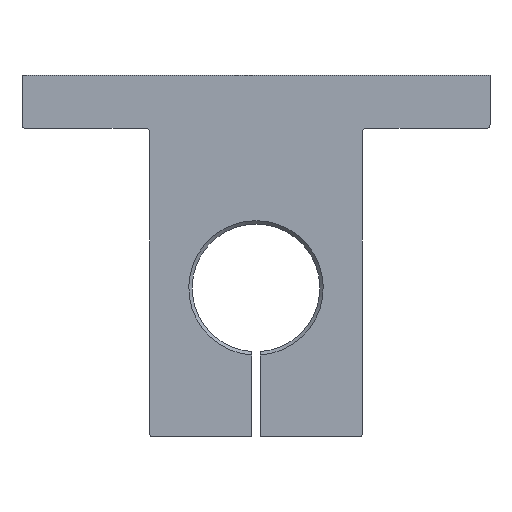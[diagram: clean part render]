
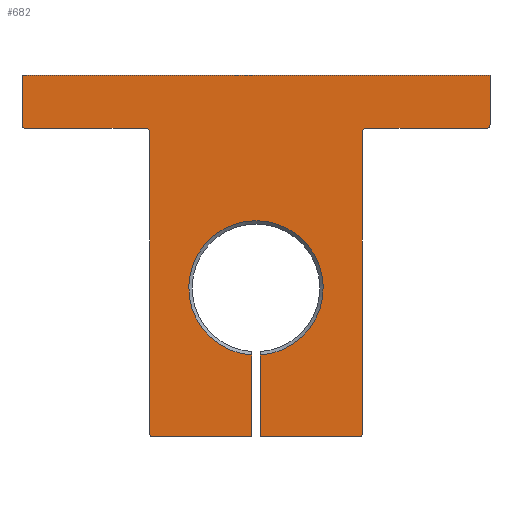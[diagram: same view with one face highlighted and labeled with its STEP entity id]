
A CAD part, front view. The second image highlights one B-rep face of the part: STEP entity #682.
In plain terms, the highlighted planar face has unit normal (0, -1, 0).
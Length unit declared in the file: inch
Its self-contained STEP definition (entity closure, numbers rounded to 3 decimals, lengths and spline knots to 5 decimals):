
#3 = CARTESIAN_POINT ( 'NONE',  ( 0.645, 0., -0.3325 ) ) ;
#31 = LINE ( 'NONE', #731, #1102 ) ;
#38 = ORIENTED_EDGE ( 'NONE', *, *, #233, .F. ) ;
#45 = VERTEX_POINT ( 'NONE', #1188 ) ;
#57 = CARTESIAN_POINT ( 'NONE',  ( 1.375, 0., -0.2925 ) ) ;
#61 = VERTEX_POINT ( 'NONE', #271 ) ;
#79 = ORIENTED_EDGE ( 'NONE', *, *, #99, .F. ) ;
#80 = EDGE_CURVE ( 'NONE', #91, #191, #1072, .T. ) ;
#91 = VERTEX_POINT ( 'NONE', #998 ) ;
#99 = EDGE_CURVE ( 'NONE', #687, #91, #672, .T. ) ;
#107 = AXIS2_PLACEMENT_3D ( 'NONE', #827, #897, #641 ) ;
#108 = CIRCLE ( 'NONE', #107, 0.02 ) ;
#124 = CARTESIAN_POINT ( 'NONE',  ( 1.375, 0., 0. ) ) ;
#126 = EDGE_CURVE ( 'NONE', #744, #454, #939, .T. ) ;
#150 = DIRECTION ( 'NONE',  ( 0., 0., 1. ) ) ;
#153 = DIRECTION ( 'NONE',  ( 0., 0., -1. ) ) ;
#155 = VERTEX_POINT ( 'NONE', #383 ) ;
#157 = EDGE_CURVE ( 'NONE', #219, #748, #399, .T. ) ;
#175 = ORIENTED_EDGE ( 'NONE', *, *, #377, .F. ) ;
#177 = CARTESIAN_POINT ( 'NONE',  ( -1.375, 0., 0. ) ) ;
#182 = CARTESIAN_POINT ( 'NONE',  ( -0.025, 0., 0.00004 ) ) ;
#191 = VERTEX_POINT ( 'NONE', #291 ) ;
#209 = CARTESIAN_POINT ( 'NONE',  ( -0.605, 0., -2.125 ) ) ;
#212 = DIRECTION ( 'NONE',  ( -1., 0., 0. ) ) ;
#219 = VERTEX_POINT ( 'NONE', #473 ) ;
#226 = CARTESIAN_POINT ( 'NONE',  ( -0.645, 0., -0.3325 ) ) ;
#233 = EDGE_CURVE ( 'NONE', #916, #1175, #550, .T. ) ;
#259 = EDGE_CURVE ( 'NONE', #1003, #841, #698, .T. ) ;
#271 = CARTESIAN_POINT ( 'NONE',  ( -0.625, 0., -0.3325 ) ) ;
#291 = CARTESIAN_POINT ( 'NONE',  ( -1.375, 0., 0. ) ) ;
#298 = DIRECTION ( 'NONE',  ( 0., 0., -1. ) ) ;
#302 = ORIENTED_EDGE ( 'NONE', *, *, #322, .F. ) ;
#316 = ORIENTED_EDGE ( 'NONE', *, *, #520, .T. ) ;
#322 = EDGE_CURVE ( 'NONE', #45, #219, #685, .T. ) ;
#328 = AXIS2_PLACEMENT_3D ( 'NONE', #988, #365, #430 ) ;
#329 = VECTOR ( 'NONE', #212, 39.37008 ) ;
#344 = ORIENTED_EDGE ( 'NONE', *, *, #533, .F. ) ;
#348 = CARTESIAN_POINT ( 'NONE',  ( 0.605, 0., -2.105 ) ) ;
#356 = DIRECTION ( 'NONE',  ( 0., 0., -1. ) ) ;
#365 = DIRECTION ( 'NONE',  ( 0., 1., 0. ) ) ;
#368 = ORIENTED_EDGE ( 'NONE', *, *, #978, .F. ) ;
#372 = ORIENTED_EDGE ( 'NONE', *, *, #937, .F. ) ;
#374 = CARTESIAN_POINT ( 'NONE',  ( -0.605, 0., -2.105 ) ) ;
#377 = EDGE_CURVE ( 'NONE', #155, #707, #1057, .T. ) ;
#383 = CARTESIAN_POINT ( 'NONE',  ( 1.375, 0., 0. ) ) ;
#387 = CARTESIAN_POINT ( 'NONE',  ( -0.645, 0., -0.3125 ) ) ;
#388 = DIRECTION ( 'NONE',  ( 0., 0., 1. ) ) ;
#389 = LINE ( 'NONE', #124, #811 ) ;
#390 = EDGE_CURVE ( 'NONE', #632, #541, #783, .T. ) ;
#398 = DIRECTION ( 'NONE',  ( 0., 0., 1. ) ) ;
#399 = CIRCLE ( 'NONE', #509, 0.02 ) ;
#407 = CARTESIAN_POINT ( 'NONE',  ( -1.355, 0., -0.2925 ) ) ;
#414 = CARTESIAN_POINT ( 'NONE',  ( 0.645, 0., -0.3125 ) ) ;
#430 = DIRECTION ( 'NONE',  ( 0., 0., -1. ) ) ;
#437 = DIRECTION ( 'NONE',  ( 0., 1., 0. ) ) ;
#440 = ORIENTED_EDGE ( 'NONE', *, *, #80, .F. ) ;
#453 = AXIS2_PLACEMENT_3D ( 'NONE', #900, #437, #814 ) ;
#454 = VERTEX_POINT ( 'NONE', #1171 ) ;
#460 = EDGE_CURVE ( 'NONE', #541, #916, #820, .T. ) ;
#472 = VECTOR ( 'NONE', #153, 39.37008 ) ;
#473 = CARTESIAN_POINT ( 'NONE',  ( 0.645, 0., -0.3125 ) ) ;
#501 = DIRECTION ( 'NONE',  ( 0., 0., -1. ) ) ;
#506 = ORIENTED_EDGE ( 'NONE', *, *, #126, .F. ) ;
#509 = AXIS2_PLACEMENT_3D ( 'NONE', #3, #852, #388 ) ;
#520 = EDGE_CURVE ( 'NONE', #632, #1003, #609, .T. ) ;
#528 = DIRECTION ( 'NONE',  ( 0., 0., 1. ) ) ;
#533 = EDGE_CURVE ( 'NONE', #1012, #687, #665, .T. ) ;
#535 = VECTOR ( 'NONE', #926, 39.37008 ) ;
#541 = VERTEX_POINT ( 'NONE', #578 ) ;
#550 = CIRCLE ( 'NONE', #1077, 0.02 ) ;
#566 = EDGE_CURVE ( 'NONE', #748, #744, #31, .T. ) ;
#568 = VECTOR ( 'NONE', #1192, 39.37008 ) ;
#576 = CARTESIAN_POINT ( 'NONE',  ( -0.625, 0., -0.3325 ) ) ;
#578 = CARTESIAN_POINT ( 'NONE',  ( -0.025, 0., -2.125 ) ) ;
#588 = AXIS2_PLACEMENT_3D ( 'NONE', #348, #710, #298 ) ;
#594 = ORIENTED_EDGE ( 'NONE', *, *, #259, .T. ) ;
#598 = DIRECTION ( 'NONE',  ( 0., 0., -1. ) ) ;
#609 = CIRCLE ( 'NONE', #453, 0.395 ) ;
#612 = ORIENTED_EDGE ( 'NONE', *, *, #760, .F. ) ;
#621 = CARTESIAN_POINT ( 'NONE',  ( 0.625, 0., -2.105 ) ) ;
#632 = VERTEX_POINT ( 'NONE', #859 ) ;
#641 = DIRECTION ( 'NONE',  ( 0., 0., -1. ) ) ;
#649 = DIRECTION ( 'NONE',  ( 0., 0., 1. ) ) ;
#665 = LINE ( 'NONE', #387, #1118 ) ;
#669 = CARTESIAN_POINT ( 'NONE',  ( 0.025, 0., -2.125 ) ) ;
#672 = CIRCLE ( 'NONE', #328, 0.02 ) ;
#674 = CARTESIAN_POINT ( 'NONE',  ( 0.025, 0., 0.00004 ) ) ;
#682 = ADVANCED_FACE ( 'NONE', ( #705 ), #695, .T. ) ;
#685 = LINE ( 'NONE', #414, #329 ) ;
#687 = VERTEX_POINT ( 'NONE', #880 ) ;
#695 = PLANE ( 'NONE',  #921 ) ;
#698 = LINE ( 'NONE', #674, #1056 ) ;
#705 = FACE_OUTER_BOUND ( 'NONE', #924, .T. ) ;
#707 = VERTEX_POINT ( 'NONE', #867 ) ;
#710 = DIRECTION ( 'NONE',  ( 0., 1., 0. ) ) ;
#731 = CARTESIAN_POINT ( 'NONE',  ( 0.625, 0., -2.105 ) ) ;
#744 = VERTEX_POINT ( 'NONE', #621 ) ;
#745 = DIRECTION ( 'NONE',  ( 0., 1., 0. ) ) ;
#748 = VERTEX_POINT ( 'NONE', #904 ) ;
#760 = EDGE_CURVE ( 'NONE', #707, #45, #108, .T. ) ;
#763 = CARTESIAN_POINT ( 'NONE',  ( -0.605, 0., -2.125 ) ) ;
#765 = ORIENTED_EDGE ( 'NONE', *, *, #390, .F. ) ;
#783 = LINE ( 'NONE', #182, #905 ) ;
#811 = VECTOR ( 'NONE', #932, 39.37008 ) ;
#814 = DIRECTION ( 'NONE',  ( 0., 0., -1. ) ) ;
#819 = ORIENTED_EDGE ( 'NONE', *, *, #157, .F. ) ;
#820 = LINE ( 'NONE', #883, #568 ) ;
#821 = CARTESIAN_POINT ( 'NONE',  ( -0.625, 0., -2.105 ) ) ;
#827 = CARTESIAN_POINT ( 'NONE',  ( 1.355, 0., -0.2925 ) ) ;
#841 = VERTEX_POINT ( 'NONE', #669 ) ;
#852 = DIRECTION ( 'NONE',  ( 0., -1., 0. ) ) ;
#859 = CARTESIAN_POINT ( 'NONE',  ( -0.025, 0., -1.64421 ) ) ;
#867 = CARTESIAN_POINT ( 'NONE',  ( 1.375, 0., -0.2925 ) ) ;
#879 = CARTESIAN_POINT ( 'NONE',  ( 0.025, 0., -1.64421 ) ) ;
#880 = CARTESIAN_POINT ( 'NONE',  ( -1.355, 0., -0.3125 ) ) ;
#883 = CARTESIAN_POINT ( 'NONE',  ( -0.605, 0., -2.125 ) ) ;
#892 = EDGE_CURVE ( 'NONE', #191, #155, #389, .T. ) ;
#897 = DIRECTION ( 'NONE',  ( 0., 1., 0. ) ) ;
#900 = CARTESIAN_POINT ( 'NONE',  ( 0., 0., -1.25 ) ) ;
#904 = CARTESIAN_POINT ( 'NONE',  ( 0.625, 0., -0.3325 ) ) ;
#905 = VECTOR ( 'NONE', #356, 39.37008 ) ;
#916 = VERTEX_POINT ( 'NONE', #763 ) ;
#921 = AXIS2_PLACEMENT_3D ( 'NONE', #407, #1060, #598 ) ;
#924 = EDGE_LOOP ( 'NONE', ( #765, #316, #594, #372, #506, #1114, #819, #302, #612, #175, #1074, #440, #79, #344, #1155, #368, #38, #1158 ) ) ;
#926 = DIRECTION ( 'NONE',  ( -1., 0., 0. ) ) ;
#932 = DIRECTION ( 'NONE',  ( 1., 0., 0. ) ) ;
#937 = EDGE_CURVE ( 'NONE', #454, #841, #1029, .T. ) ;
#939 = CIRCLE ( 'NONE', #588, 0.02 ) ;
#943 = AXIS2_PLACEMENT_3D ( 'NONE', #226, #1143, #150 ) ;
#952 = LINE ( 'NONE', #576, #1037 ) ;
#974 = VECTOR ( 'NONE', #528, 39.37008 ) ;
#978 = EDGE_CURVE ( 'NONE', #1175, #61, #952, .T. ) ;
#988 = CARTESIAN_POINT ( 'NONE',  ( -1.355, 0., -0.2925 ) ) ;
#998 = CARTESIAN_POINT ( 'NONE',  ( -1.375, 0., -0.2925 ) ) ;
#1001 = CIRCLE ( 'NONE', #943, 0.02 ) ;
#1003 = VERTEX_POINT ( 'NONE', #879 ) ;
#1012 = VERTEX_POINT ( 'NONE', #1161 ) ;
#1029 = LINE ( 'NONE', #209, #535 ) ;
#1030 = DIRECTION ( 'NONE',  ( 0., 0., -1. ) ) ;
#1037 = VECTOR ( 'NONE', #398, 39.37008 ) ;
#1046 = EDGE_CURVE ( 'NONE', #61, #1012, #1001, .T. ) ;
#1056 = VECTOR ( 'NONE', #501, 39.37008 ) ;
#1057 = LINE ( 'NONE', #57, #472 ) ;
#1060 = DIRECTION ( 'NONE',  ( 0., -1., 0. ) ) ;
#1072 = LINE ( 'NONE', #177, #974 ) ;
#1074 = ORIENTED_EDGE ( 'NONE', *, *, #892, .F. ) ;
#1077 = AXIS2_PLACEMENT_3D ( 'NONE', #374, #745, #649 ) ;
#1102 = VECTOR ( 'NONE', #1030, 39.37008 ) ;
#1114 = ORIENTED_EDGE ( 'NONE', *, *, #566, .F. ) ;
#1118 = VECTOR ( 'NONE', #1138, 39.37008 ) ;
#1138 = DIRECTION ( 'NONE',  ( -1., 0., 0. ) ) ;
#1143 = DIRECTION ( 'NONE',  ( 0., -1., 0. ) ) ;
#1155 = ORIENTED_EDGE ( 'NONE', *, *, #1046, .F. ) ;
#1158 = ORIENTED_EDGE ( 'NONE', *, *, #460, .F. ) ;
#1161 = CARTESIAN_POINT ( 'NONE',  ( -0.645, 0., -0.3125 ) ) ;
#1171 = CARTESIAN_POINT ( 'NONE',  ( 0.605, 0., -2.125 ) ) ;
#1175 = VERTEX_POINT ( 'NONE', #821 ) ;
#1188 = CARTESIAN_POINT ( 'NONE',  ( 1.355, 0., -0.3125 ) ) ;
#1192 = DIRECTION ( 'NONE',  ( -1., 0., 0. ) ) ;
